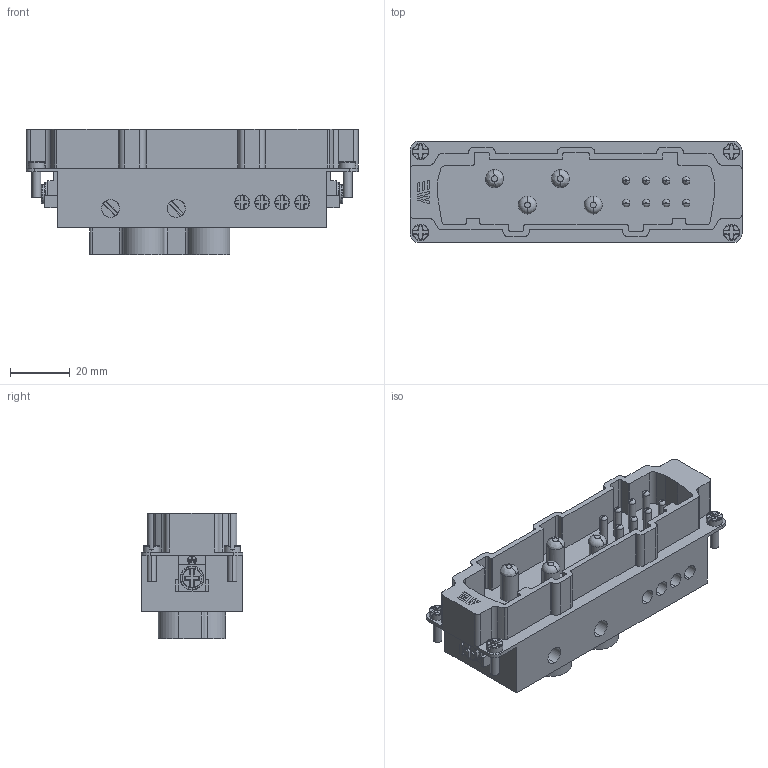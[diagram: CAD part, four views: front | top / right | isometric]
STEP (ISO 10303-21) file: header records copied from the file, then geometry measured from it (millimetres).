
FILE_DESCRIPTION (( 'STEP AP203' ), '1' );
FILE_NAME ('29113.step', '2025-02-12T17:33:37', ( '' ), ( '' ), 'SwSTEP 2.0', 'SolidWorks 2024', '' );
FILE_SCHEMA (( 'CONFIG_CONTROL_DESIGN' ));
Length unit declared in the file: inch
Products named in the file (1): 29113
Bounding box: 111 x 34 x 42 mm (x, y, z)
Volume: 78218 mm3; surface area: 25595 mm2
Topology: 1 solids, 3 shells, 1152 faces, 2910 edges, 1764 vertices
Faces by surface type: plane 513, cylinder 403, bspline 224, torus 12
Entity records: 42633 total; most frequent: CARTESIAN_POINT 16333, ORIENTED_EDGE 5692, DIRECTION 5238, EDGE_CURVE 2846, AXIS2_PLACEMENT_3D 1823, VERTEX_POINT 1764, LINE 1592, VECTOR 1592
